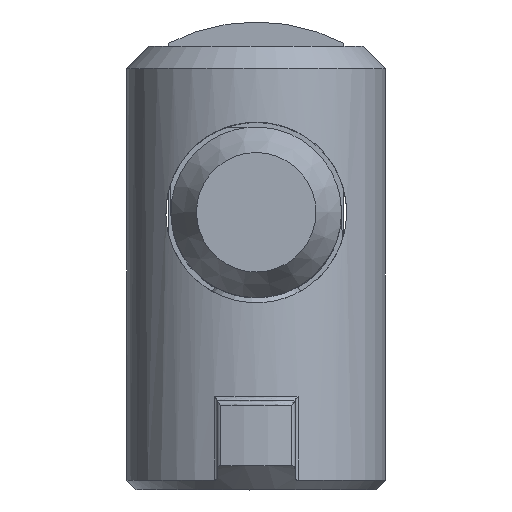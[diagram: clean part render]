
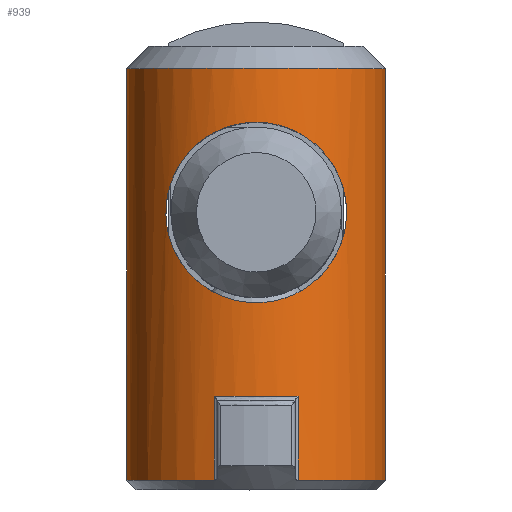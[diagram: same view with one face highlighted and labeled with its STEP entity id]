
A CAD part, top view. The second image highlights one B-rep face of the part: STEP entity #939.
In plain terms, the highlighted cylindrical face has radius 5.85 mm (diameter 11.7 mm), a full revolution.
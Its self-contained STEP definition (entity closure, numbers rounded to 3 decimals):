
#49=FACE_BOUND($,#256,.T.);
#50=FACE_BOUND($,#257,.T.);
#51=FACE_BOUND($,#258,.T.);
#52=FACE_BOUND($,#259,.T.);
#89=CYLINDRICAL_SURFACE($,#1025,5.85);
#113=CIRCLE($,#1015,5.85);
#115=CIRCLE($,#1017,5.85);
#117=CIRCLE($,#1026,5.85);
#118=CIRCLE($,#1027,5.85);
#119=CIRCLE($,#1028,5.85);
#136=B_SPLINE_CURVE_WITH_KNOTS($,3,(#1602,#1603,#1604,#1605,#1606,#1607,
#1608,#1609,#1610,#1611,#1612,#1613,#1614,#1615,#1616,#1617,#1618,#1619,
#1620,#1621,#1622,#1623,#1624,#1625,#1626,#1627,#1628,#1629,#1630,#1631,
#1632,#1633,#1634,#1635),.UNSPECIFIED.,.T.,.F.,(4,2,2,2,2,2,2,2,2,2,2,2,
2,2,2,2,4),(0.,0.162,0.324,0.483,0.643,
0.802,0.962,1.124,1.286,1.447,
1.609,1.769,1.928,2.088,2.248,
2.409,2.571),.UNSPECIFIED.);
#137=B_SPLINE_CURVE_WITH_KNOTS($,3,(#1637,#1638,#1639,#1640,#1641,#1642,
#1643,#1644,#1645,#1646,#1647,#1648,#1649,#1650,#1651,#1652,#1653,#1654,
#1655,#1656,#1657,#1658,#1659,#1660,#1661,#1662,#1663,#1664,#1665,#1666,
#1667,#1668,#1669,#1670),.UNSPECIFIED.,.T.,.F.,(4,2,2,2,2,2,2,2,2,2,2,2,
2,2,2,2,4),(0.,0.162,0.324,0.483,0.643,
0.802,0.962,1.124,1.286,1.447,
1.609,1.769,1.928,2.088,2.248,
2.409,2.571),.UNSPECIFIED.);
#256=EDGE_LOOP($,(#756));
#257=EDGE_LOOP($,(#757));
#258=EDGE_LOOP($,(#758));
#259=EDGE_LOOP($,(#759,#760,#761,#762,#763,#764,#765,#766));
#316=LINE($,#1808,#370);
#324=LINE($,#1876,#378);
#325=LINE($,#1878,#379);
#326=LINE($,#1881,#380);
#370=VECTOR($,#1185,3.776);
#378=VECTOR($,#1211,3.776);
#379=VECTOR($,#1212,3.776);
#380=VECTOR($,#1215,3.776);
#432=VERTEX_POINT($,#1601);
#433=VERTEX_POINT($,#1636);
#434=VERTEX_POINT($,#1672);
#441=VERTEX_POINT($,#1720);
#442=VERTEX_POINT($,#1731);
#449=VERTEX_POINT($,#1780);
#451=VERTEX_POINT($,#1795);
#461=VERTEX_POINT($,#1872);
#462=VERTEX_POINT($,#1874);
#463=VERTEX_POINT($,#1877);
#464=VERTEX_POINT($,#1879);
#536=EDGE_CURVE($,#432,#432,#136,.T.);
#537=EDGE_CURVE($,#433,#433,#137,.T.);
#545=EDGE_CURVE($,#442,#441,#113,.T.);
#553=EDGE_CURVE($,#434,#449,#115,.T.);
#556=EDGE_CURVE($,#451,#441,#316,.T.);
#571=EDGE_CURVE($,#461,#461,#117,.T.);
#572=EDGE_CURVE($,#462,#451,#118,.T.);
#573=EDGE_CURVE($,#434,#462,#324,.T.);
#574=EDGE_CURVE($,#463,#449,#325,.T.);
#575=EDGE_CURVE($,#464,#463,#119,.T.);
#576=EDGE_CURVE($,#442,#464,#326,.T.);
#756=ORIENTED_EDGE($,*,*,#536,.T.);
#757=ORIENTED_EDGE($,*,*,#537,.T.);
#758=ORIENTED_EDGE($,*,*,#571,.F.);
#759=ORIENTED_EDGE($,*,*,#545,.T.);
#760=ORIENTED_EDGE($,*,*,#556,.F.);
#761=ORIENTED_EDGE($,*,*,#572,.F.);
#762=ORIENTED_EDGE($,*,*,#573,.F.);
#763=ORIENTED_EDGE($,*,*,#553,.T.);
#764=ORIENTED_EDGE($,*,*,#574,.F.);
#765=ORIENTED_EDGE($,*,*,#575,.F.);
#766=ORIENTED_EDGE($,*,*,#576,.F.);
#939=ADVANCED_FACE($,(#49,#50,#51,#52),#89,.T.);
#1015=AXIS2_PLACEMENT_3D($,#1732,#1176,#1177);
#1017=AXIS2_PLACEMENT_3D($,#1791,#1180,#1181);
#1025=AXIS2_PLACEMENT_3D($,#1871,#1205,#1206);
#1026=AXIS2_PLACEMENT_3D($,#1873,#1207,#1208);
#1027=AXIS2_PLACEMENT_3D($,#1875,#1209,#1210);
#1028=AXIS2_PLACEMENT_3D($,#1880,#1213,#1214);
#1176=DIRECTION('center_axis',(0.,0.,1.));
#1177=DIRECTION('ref_axis',(-1.,0.,0.));
#1180=DIRECTION('center_axis',(0.,0.,1.));
#1181=DIRECTION('ref_axis',(-1.,0.,0.));
#1185=DIRECTION($,(0.,0.,-1.));
#1205=DIRECTION('center_axis',(0.,0.,1.));
#1206=DIRECTION('ref_axis',(-1.,0.,0.));
#1207=DIRECTION('center_axis',(0.,0.,1.));
#1208=DIRECTION('ref_axis',(-1.,0.,0.));
#1209=DIRECTION('center_axis',(0.,0.,-1.));
#1210=DIRECTION('ref_axis',(1.,0.,0.));
#1211=DIRECTION($,(0.,0.,1.));
#1212=DIRECTION($,(0.,0.,-1.));
#1213=DIRECTION('center_axis',(0.,0.,-1.));
#1214=DIRECTION('ref_axis',(-1.,0.,0.));
#1215=DIRECTION($,(0.,0.,1.));
#1601=CARTESIAN_POINT('',(20.053,-5.797,12.5));
#1602=CARTESIAN_POINT('Ctrl Pts',(20.053,-5.797,12.5));
#1603=CARTESIAN_POINT('Ctrl Pts',(20.053,-5.797,11.961));
#1604=CARTESIAN_POINT('Ctrl Pts',(20.167,-5.909,11.41));
#1605=CARTESIAN_POINT('Ctrl Pts',(20.518,-6.329,10.417));
#1606=CARTESIAN_POINT('Ctrl Pts',(20.747,-6.637,9.973));
#1607=CARTESIAN_POINT('Ctrl Pts',(21.145,-7.34,9.269));
#1608=CARTESIAN_POINT('Ctrl Pts',(21.346,-7.786,8.958));
#1609=CARTESIAN_POINT('Ctrl Pts',(21.627,-8.786,8.535));
#1610=CARTESIAN_POINT('Ctrl Pts',(21.706,-9.341,8.425));
#1611=CARTESIAN_POINT('Ctrl Pts',(21.706,-10.404,8.425));
#1612=CARTESIAN_POINT('Ctrl Pts',(21.627,-10.959,8.535));
#1613=CARTESIAN_POINT('Ctrl Pts',(21.346,-11.959,8.958));
#1614=CARTESIAN_POINT('Ctrl Pts',(21.145,-12.405,9.269));
#1615=CARTESIAN_POINT('Ctrl Pts',(20.747,-13.108,9.973));
#1616=CARTESIAN_POINT('Ctrl Pts',(20.518,-13.416,10.417));
#1617=CARTESIAN_POINT('Ctrl Pts',(20.167,-13.836,11.41));
#1618=CARTESIAN_POINT('Ctrl Pts',(20.053,-13.947,11.961));
#1619=CARTESIAN_POINT('Ctrl Pts',(20.053,-13.947,13.039));
#1620=CARTESIAN_POINT('Ctrl Pts',(20.167,-13.836,13.59));
#1621=CARTESIAN_POINT('Ctrl Pts',(20.518,-13.416,14.583));
#1622=CARTESIAN_POINT('Ctrl Pts',(20.747,-13.108,15.027));
#1623=CARTESIAN_POINT('Ctrl Pts',(21.145,-12.405,15.731));
#1624=CARTESIAN_POINT('Ctrl Pts',(21.346,-11.959,16.042));
#1625=CARTESIAN_POINT('Ctrl Pts',(21.627,-10.959,16.465));
#1626=CARTESIAN_POINT('Ctrl Pts',(21.706,-10.404,16.575));
#1627=CARTESIAN_POINT('Ctrl Pts',(21.706,-9.341,16.575));
#1628=CARTESIAN_POINT('Ctrl Pts',(21.627,-8.786,16.465));
#1629=CARTESIAN_POINT('Ctrl Pts',(21.346,-7.786,16.042));
#1630=CARTESIAN_POINT('Ctrl Pts',(21.145,-7.34,15.731));
#1631=CARTESIAN_POINT('Ctrl Pts',(20.747,-6.637,15.027));
#1632=CARTESIAN_POINT('Ctrl Pts',(20.518,-6.329,14.583));
#1633=CARTESIAN_POINT('Ctrl Pts',(20.167,-5.909,13.59));
#1634=CARTESIAN_POINT('Ctrl Pts',(20.053,-5.797,13.039));
#1635=CARTESIAN_POINT('Ctrl Pts',(20.053,-5.797,12.5));
#1636=CARTESIAN_POINT('',(11.659,-5.797,12.5));
#1637=CARTESIAN_POINT('Ctrl Pts',(11.659,-5.797,12.5));
#1638=CARTESIAN_POINT('Ctrl Pts',(11.659,-5.797,13.039));
#1639=CARTESIAN_POINT('Ctrl Pts',(11.544,-5.909,13.59));
#1640=CARTESIAN_POINT('Ctrl Pts',(11.193,-6.329,14.583));
#1641=CARTESIAN_POINT('Ctrl Pts',(10.965,-6.637,15.027));
#1642=CARTESIAN_POINT('Ctrl Pts',(10.567,-7.34,15.731));
#1643=CARTESIAN_POINT('Ctrl Pts',(10.366,-7.786,16.042));
#1644=CARTESIAN_POINT('Ctrl Pts',(10.084,-8.786,16.465));
#1645=CARTESIAN_POINT('Ctrl Pts',(10.006,-9.341,16.575));
#1646=CARTESIAN_POINT('Ctrl Pts',(10.006,-10.404,16.575));
#1647=CARTESIAN_POINT('Ctrl Pts',(10.084,-10.959,16.465));
#1648=CARTESIAN_POINT('Ctrl Pts',(10.366,-11.959,16.042));
#1649=CARTESIAN_POINT('Ctrl Pts',(10.567,-12.405,15.731));
#1650=CARTESIAN_POINT('Ctrl Pts',(10.965,-13.108,15.027));
#1651=CARTESIAN_POINT('Ctrl Pts',(11.193,-13.416,14.583));
#1652=CARTESIAN_POINT('Ctrl Pts',(11.544,-13.836,13.59));
#1653=CARTESIAN_POINT('Ctrl Pts',(11.659,-13.947,13.039));
#1654=CARTESIAN_POINT('Ctrl Pts',(11.659,-13.947,11.961));
#1655=CARTESIAN_POINT('Ctrl Pts',(11.544,-13.836,11.41));
#1656=CARTESIAN_POINT('Ctrl Pts',(11.193,-13.416,10.417));
#1657=CARTESIAN_POINT('Ctrl Pts',(10.965,-13.108,9.973));
#1658=CARTESIAN_POINT('Ctrl Pts',(10.567,-12.405,9.269));
#1659=CARTESIAN_POINT('Ctrl Pts',(10.366,-11.959,8.958));
#1660=CARTESIAN_POINT('Ctrl Pts',(10.084,-10.959,8.535));
#1661=CARTESIAN_POINT('Ctrl Pts',(10.006,-10.404,8.425));
#1662=CARTESIAN_POINT('Ctrl Pts',(10.006,-9.341,8.425));
#1663=CARTESIAN_POINT('Ctrl Pts',(10.084,-8.786,8.535));
#1664=CARTESIAN_POINT('Ctrl Pts',(10.366,-7.786,8.958));
#1665=CARTESIAN_POINT('Ctrl Pts',(10.567,-7.34,9.269));
#1666=CARTESIAN_POINT('Ctrl Pts',(10.965,-6.637,9.973));
#1667=CARTESIAN_POINT('Ctrl Pts',(11.193,-6.329,10.417));
#1668=CARTESIAN_POINT('Ctrl Pts',(11.544,-5.909,11.41));
#1669=CARTESIAN_POINT('Ctrl Pts',(11.659,-5.797,11.961));
#1670=CARTESIAN_POINT('Ctrl Pts',(11.659,-5.797,12.5));
#1672=CARTESIAN_POINT('',(21.394,-7.987,0.424));
#1720=CARTESIAN_POINT('',(21.394,-11.758,0.424));
#1731=CARTESIAN_POINT('',(10.318,-11.758,0.424));
#1732=CARTESIAN_POINT('Origin',(15.856,-9.872,0.424));
#1780=CARTESIAN_POINT('',(10.318,-7.987,0.424));
#1791=CARTESIAN_POINT('Origin',(15.856,-9.872,0.424));
#1795=CARTESIAN_POINT('',(21.394,-11.758,4.2));
#1808=CARTESIAN_POINT($,(21.394,-11.758,0.));
#1871=CARTESIAN_POINT('Origin',(15.856,-9.872,0.));
#1872=CARTESIAN_POINT('',(21.706,-9.872,19.));
#1873=CARTESIAN_POINT('Origin',(15.856,-9.872,19.));
#1874=CARTESIAN_POINT('',(21.394,-7.987,4.2));
#1875=CARTESIAN_POINT('Origin',(15.856,-9.872,4.2));
#1876=CARTESIAN_POINT($,(21.394,-7.987,0.));
#1877=CARTESIAN_POINT('',(10.318,-7.987,4.2));
#1878=CARTESIAN_POINT($,(10.318,-7.987,0.));
#1879=CARTESIAN_POINT('',(10.318,-11.758,4.2));
#1880=CARTESIAN_POINT('Origin',(15.856,-9.872,4.2));
#1881=CARTESIAN_POINT($,(10.318,-11.758,0.));
